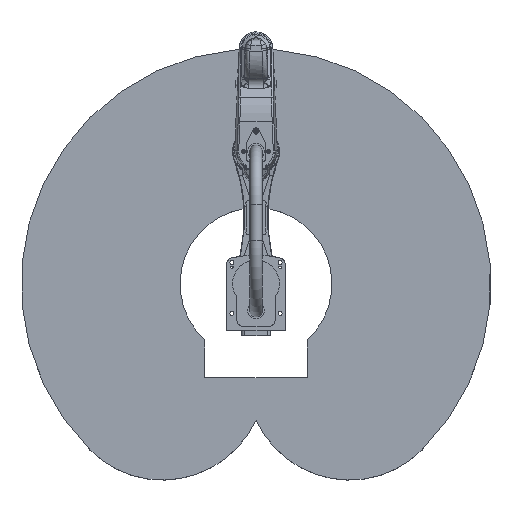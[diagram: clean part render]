
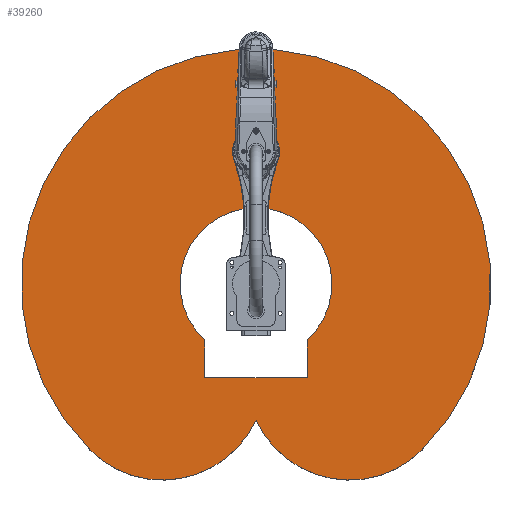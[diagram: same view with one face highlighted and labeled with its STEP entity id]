
A CAD part, top view. The second image highlights one B-rep face of the part: STEP entity #39260.
In plain terms, the highlighted planar face has unit normal (0, 0, 1).
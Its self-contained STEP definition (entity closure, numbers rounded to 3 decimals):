
#1788=FACE_BOUND('',#13261,.T.);
#4479=LINE('',#84982,#6673);
#4483=LINE('',#84989,#6677);
#4486=LINE('',#84995,#6680);
#6673=VECTOR('',#54713,10.);
#6677=VECTOR('',#54719,10.);
#6680=VECTOR('',#54724,10.);
#7701=PLANE('',#43852);
#10082=FACE_OUTER_BOUND('',#13260,.T.);
#13260=EDGE_LOOP('',(#34622,#34623,#34624));
#13261=EDGE_LOOP('',(#34625,#34626,#34627,#34628));
#15281=CIRCLE('',#43853,350.);
#15282=CIRCLE('',#43854,800.);
#15283=CIRCLE('',#43855,350.);
#15284=CIRCLE('',#43856,258.78);
#19277=VERTEX_POINT('',#84979);
#19278=VERTEX_POINT('',#84981);
#19280=VERTEX_POINT('',#84986);
#19282=VERTEX_POINT('',#84993);
#19283=VERTEX_POINT('',#84997);
#19284=VERTEX_POINT('',#84998);
#19285=VERTEX_POINT('',#85000);
#24391=EDGE_CURVE('',#19278,#19277,#4479,.T.);
#24395=EDGE_CURVE('',#19280,#19278,#4483,.T.);
#24398=EDGE_CURVE('',#19277,#19282,#4486,.T.);
#24399=EDGE_CURVE('',#19283,#19284,#15281,.T.);
#24400=EDGE_CURVE('',#19284,#19285,#15282,.T.);
#24401=EDGE_CURVE('',#19285,#19283,#15283,.T.);
#24402=EDGE_CURVE('',#19282,#19280,#15284,.T.);
#34622=ORIENTED_EDGE('',*,*,#24399,.T.);
#34623=ORIENTED_EDGE('',*,*,#24400,.T.);
#34624=ORIENTED_EDGE('',*,*,#24401,.T.);
#34625=ORIENTED_EDGE('',*,*,#24395,.T.);
#34626=ORIENTED_EDGE('',*,*,#24391,.T.);
#34627=ORIENTED_EDGE('',*,*,#24398,.T.);
#34628=ORIENTED_EDGE('',*,*,#24402,.T.);
#39260=ADVANCED_FACE('',(#10082,#1788),#7701,.T.);
#43852=AXIS2_PLACEMENT_3D('',#84996,#54725,#54726);
#43853=AXIS2_PLACEMENT_3D('',#84999,#54727,#54728);
#43854=AXIS2_PLACEMENT_3D('',#85001,#54729,#54730);
#43855=AXIS2_PLACEMENT_3D('',#85002,#54731,#54732);
#43856=AXIS2_PLACEMENT_3D('',#85003,#54733,#54734);
#54713=DIRECTION('',(0.,1.,0.));
#54719=DIRECTION('',(-1.,0.,0.));
#54724=DIRECTION('',(1.,0.,0.));
#54725=DIRECTION('center_axis',(0.,0.,1.));
#54726=DIRECTION('ref_axis',(1.,0.,0.));
#54727=DIRECTION('center_axis',(0.,0.,1.));
#54728=DIRECTION('ref_axis',(0.416,-0.909,0.));
#54729=DIRECTION('center_axis',(0.,0.,1.));
#54730=DIRECTION('ref_axis',(0.707,0.707,0.));
#54731=DIRECTION('center_axis',(0.,0.,1.));
#54732=DIRECTION('ref_axis',(0.707,-0.707,0.));
#54733=DIRECTION('center_axis',(0.,0.,-1.));
#54734=DIRECTION('ref_axis',(-1.,0.,0.));
#84979=CARTESIAN_POINT('',(-320.,175.,200.));
#84981=CARTESIAN_POINT('',(-320.,-175.,200.));
#84982=CARTESIAN_POINT('',(-320.,-87.5,200.));
#84986=CARTESIAN_POINT('',(-190.636,-175.,200.));
#84989=CARTESIAN_POINT('',(45.314,-175.,200.));
#84993=CARTESIAN_POINT('',(-190.636,175.,200.));
#84995=CARTESIAN_POINT('',(-152.186,175.,200.));
#84996=CARTESIAN_POINT('Origin',(15.627,0.,
200.));
#84997=CARTESIAN_POINT('',(-463.972,0.,200.));
#84998=CARTESIAN_POINT('',(-565.685,-565.685,200.));
#84999=CARTESIAN_POINT('Origin',(-318.198,-318.198,200.));
#85000=CARTESIAN_POINT('',(-565.685,565.685,200.));
#85001=CARTESIAN_POINT('Origin',(0.,0.,200.));
#85002=CARTESIAN_POINT('Origin',(-318.198,318.198,200.));
#85003=CARTESIAN_POINT('Origin',(0.,0.,200.));
